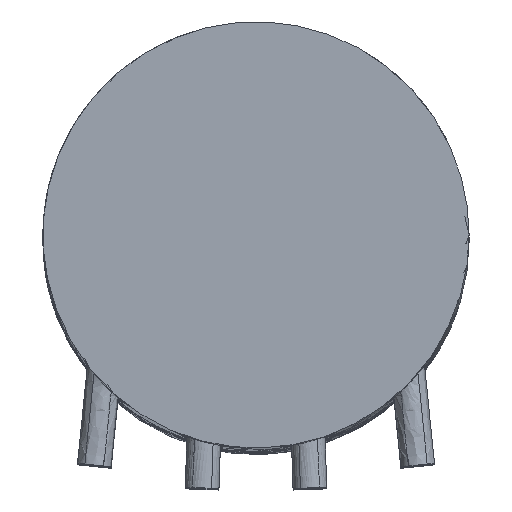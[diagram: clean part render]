
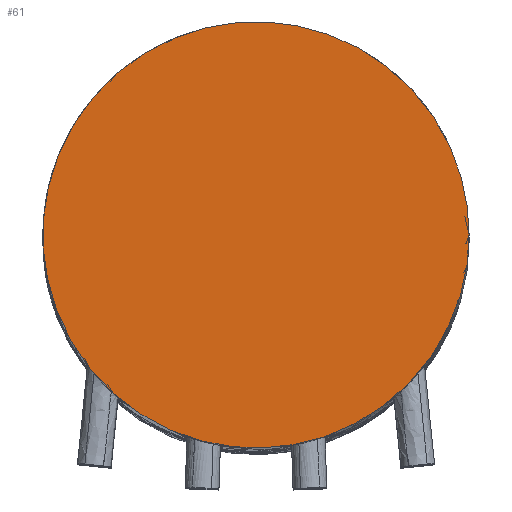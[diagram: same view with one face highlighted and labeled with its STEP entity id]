
A CAD part, top view. The second image highlights one B-rep face of the part: STEP entity #61.
In plain terms, the highlighted free-form (B-spline) face has degree [1, 1] with [2, 2] control points.
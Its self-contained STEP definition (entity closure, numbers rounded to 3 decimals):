
#61=ADVANCED_FACE('',(#287),#3432,.T.);
#287=FACE_OUTER_BOUND('',#511,.T.);
#511=EDGE_LOOP('',(#740));
#740=ORIENTED_EDGE('',*,*,#2856,.F.);
#1119=B_SPLINE_CURVE_WITH_KNOTS('',1,(#20372,#20373),.UNSPECIFIED.,.F.,
 .F.,(2,2),(-70.372,0.),.UNSPECIFIED.);
#1719=PCURVE('',#3284,#2173);
#1758=PCURVE('',#3432,#2212);
#2173=DEFINITIONAL_REPRESENTATION('',(#1119),#27240);
#2212=DEFINITIONAL_REPRESENTATION('',(#3122),#27240);
#2627=SURFACE_CURVE('',#3121,(#1719,#1758),.PCURVE_S1.);
#2856=EDGE_CURVE('',#3203,#3203,#2627,.T.);
#3121=(
BOUNDED_CURVE()
B_SPLINE_CURVE(2,(#20363,#20364,#20365,#20366,#20367,#20368,#20369,#20370,
#20371),.UNSPECIFIED.,.T.,.F.)
B_SPLINE_CURVE_WITH_KNOTS((3,2,2,2,3),(-70.372,-52.779,
-35.186,-17.593,0.),.UNSPECIFIED.)
CURVE()
GEOMETRIC_REPRESENTATION_ITEM()
RATIONAL_B_SPLINE_CURVE((1.,0.707,1.,0.707,1.,0.707,
1.,0.707,1.))
REPRESENTATION_ITEM('')
);
#3122=(
BOUNDED_CURVE()
B_SPLINE_CURVE(2,(#21890,#21891,#21892,#21893,#21894,#21895,#21896,#21897,
#21898),.UNSPECIFIED.,.T.,.F.)
B_SPLINE_CURVE_WITH_KNOTS((3,2,2,2,3),(-70.372,-52.779,
-35.186,-17.593,0.),.UNSPECIFIED.)
CURVE()
GEOMETRIC_REPRESENTATION_ITEM()
RATIONAL_B_SPLINE_CURVE((1.,0.707,1.,0.707,1.,0.707,
1.,0.707,1.))
REPRESENTATION_ITEM('')
);
#3203=VERTEX_POINT('',#5652);
#3284=(
BOUNDED_SURFACE()
B_SPLINE_SURFACE(1,2,((#3613,#3614,#3615,#3616,#3617,#3618,#3619,#3620,
#3621),(#3622,#3623,#3624,#3625,#3626,#3627,#3628,#3629,#3630)),
 .UNSPECIFIED.,.F.,.F.,.F.)
B_SPLINE_SURFACE_WITH_KNOTS((2,2),(3,2,2,2,3),(0.,201.),(-70.372,
-52.779,-35.186,-17.593,0.),.UNSPECIFIED.)
GEOMETRIC_REPRESENTATION_ITEM()
RATIONAL_B_SPLINE_SURFACE(((1.,0.707,1.,0.707,1.,
0.707,1.,0.707,1.),(1.,0.707,1.,0.707,
1.,0.707,1.,0.707,1.)))
REPRESENTATION_ITEM('')
SURFACE()
);
#3432=B_SPLINE_SURFACE_WITH_KNOTS('',1,1,((#3631,#3632),(#3633,#3634)),
 .UNSPECIFIED.,.F.,.F.,.F.,(2,2),(2,2),(-22.4,0.),(-11.2,11.2),
 .UNSPECIFIED.);
#3613=CARTESIAN_POINT('',(287.2,-164.,0.));
#3614=CARTESIAN_POINT('',(287.2,-175.2,0.));
#3615=CARTESIAN_POINT('',(276.,-175.2,0.));
#3616=CARTESIAN_POINT('',(264.8,-175.2,0.));
#3617=CARTESIAN_POINT('',(264.8,-164.,0.));
#3618=CARTESIAN_POINT('',(264.8,-152.8,0.));
#3619=CARTESIAN_POINT('',(276.,-152.8,0.));
#3620=CARTESIAN_POINT('',(287.2,-152.8,0.));
#3621=CARTESIAN_POINT('',(287.2,-164.,0.));
#3622=CARTESIAN_POINT('',(287.2,-164.,201.));
#3623=CARTESIAN_POINT('',(287.2,-175.2,201.));
#3624=CARTESIAN_POINT('',(276.,-175.2,201.));
#3625=CARTESIAN_POINT('',(264.8,-175.2,201.));
#3626=CARTESIAN_POINT('',(264.8,-164.,201.));
#3627=CARTESIAN_POINT('',(264.8,-152.8,201.));
#3628=CARTESIAN_POINT('',(276.,-152.8,201.));
#3629=CARTESIAN_POINT('',(287.2,-152.8,201.));
#3630=CARTESIAN_POINT('',(287.2,-164.,201.));
#3631=CARTESIAN_POINT('',(264.8,-175.2,201.));
#3632=CARTESIAN_POINT('',(264.8,-152.8,201.));
#3633=CARTESIAN_POINT('',(287.2,-175.2,201.));
#3634=CARTESIAN_POINT('',(287.2,-152.8,201.));
#5652=CARTESIAN_POINT('',(287.2,-164.,201.));
#20363=CARTESIAN_POINT('',(287.2,-164.,201.));
#20364=CARTESIAN_POINT('',(287.2,-175.2,201.));
#20365=CARTESIAN_POINT('',(276.,-175.2,201.));
#20366=CARTESIAN_POINT('',(264.8,-175.2,201.));
#20367=CARTESIAN_POINT('',(264.8,-164.,201.));
#20368=CARTESIAN_POINT('',(264.8,-152.8,201.));
#20369=CARTESIAN_POINT('',(276.,-152.8,201.));
#20370=CARTESIAN_POINT('',(287.2,-152.8,201.));
#20371=CARTESIAN_POINT('',(287.2,-164.,201.));
#20372=CARTESIAN_POINT('',(201.,-70.372));
#20373=CARTESIAN_POINT('',(201.,0.));
#21890=CARTESIAN_POINT('',(0.,0.));
#21891=CARTESIAN_POINT('',(0.,-11.2));
#21892=CARTESIAN_POINT('',(-11.2,-11.2));
#21893=CARTESIAN_POINT('',(-22.4,-11.2));
#21894=CARTESIAN_POINT('',(-22.4,0.));
#21895=CARTESIAN_POINT('',(-22.4,11.2));
#21896=CARTESIAN_POINT('',(-11.2,11.2));
#21897=CARTESIAN_POINT('',(0.,11.2));
#21898=CARTESIAN_POINT('',(0.,0.));
#27240=(
GEOMETRIC_REPRESENTATION_CONTEXT(2)
PARAMETRIC_REPRESENTATION_CONTEXT()
REPRESENTATION_CONTEXT('pspace','')
);
